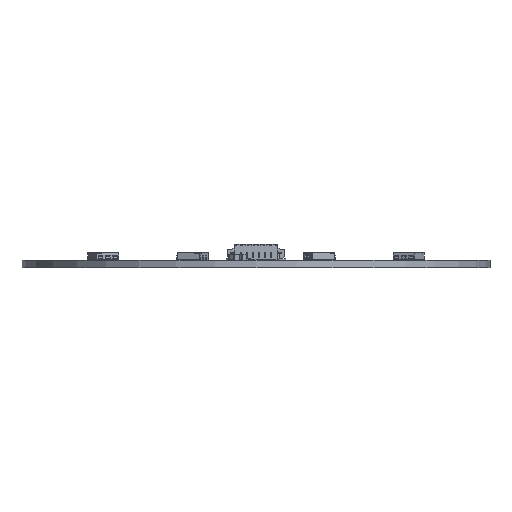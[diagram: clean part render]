
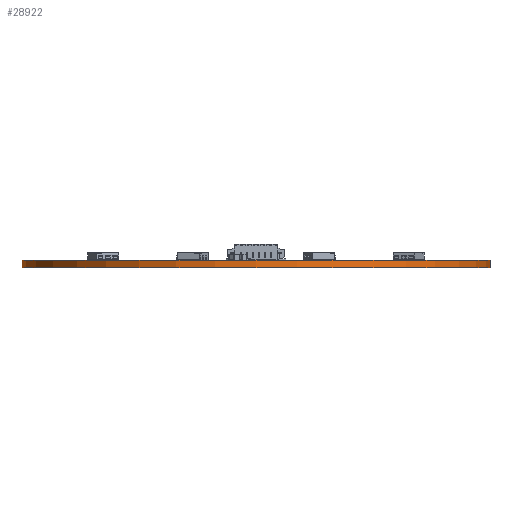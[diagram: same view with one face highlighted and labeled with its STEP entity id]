
A CAD part, front view. The second image highlights one B-rep face of the part: STEP entity #28922.
In plain terms, the highlighted cylindrical face has radius 49.5 mm (diameter 99 mm), a full revolution.
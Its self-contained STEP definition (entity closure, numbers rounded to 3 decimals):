
#28922 = ADVANCED_FACE('',(#28923),#28937,.T.);
#28923 = FACE_BOUND('',#28924,.F.);
#28924 = EDGE_LOOP('',(#28925,#28955,#28982,#28983));
#28925 = ORIENTED_EDGE('',*,*,#28926,.T.);
#28926 = EDGE_CURVE('',#28927,#28929,#28931,.T.);
#28927 = VERTEX_POINT('',#28928);
#28928 = CARTESIAN_POINT('',(49.5,0.,0.));
#28929 = VERTEX_POINT('',#28930);
#28930 = CARTESIAN_POINT('',(49.5,0.,1.6));
#28931 = SEAM_CURVE('',#28932,(#28936,#28948),.PCURVE_S1.);
#28932 = LINE('',#28933,#28934);
#28933 = CARTESIAN_POINT('',(49.5,0.,0.));
#28934 = VECTOR('',#28935,1.);
#28935 = DIRECTION('',(0.,0.,1.));
#28936 = PCURVE('',#28937,#28942);
#28937 = CYLINDRICAL_SURFACE('',#28938,49.5);
#28938 = AXIS2_PLACEMENT_3D('',#28939,#28940,#28941);
#28939 = CARTESIAN_POINT('',(0.,-0.,0.));
#28940 = DIRECTION('',(-0.,-0.,-1.));
#28941 = DIRECTION('',(1.,0.,-0.));
#28942 = DEFINITIONAL_REPRESENTATION('',(#28943),#28947);
#28943 = LINE('',#28944,#28945);
#28944 = CARTESIAN_POINT('',(-0.,0.));
#28945 = VECTOR('',#28946,1.);
#28946 = DIRECTION('',(-0.,-1.));
#28947 = ( GEOMETRIC_REPRESENTATION_CONTEXT(2) 
PARAMETRIC_REPRESENTATION_CONTEXT() REPRESENTATION_CONTEXT('2D SPACE',''
  ) );
#28948 = PCURVE('',#28937,#28949);
#28949 = DEFINITIONAL_REPRESENTATION('',(#28950),#28954);
#28950 = LINE('',#28951,#28952);
#28951 = CARTESIAN_POINT('',(-6.283,0.));
#28952 = VECTOR('',#28953,1.);
#28953 = DIRECTION('',(-0.,-1.));
#28954 = ( GEOMETRIC_REPRESENTATION_CONTEXT(2) 
PARAMETRIC_REPRESENTATION_CONTEXT() REPRESENTATION_CONTEXT('2D SPACE',''
  ) );
#28955 = ORIENTED_EDGE('',*,*,#28956,.T.);
#28956 = EDGE_CURVE('',#28929,#28929,#28957,.T.);
#28957 = SURFACE_CURVE('',#28958,(#28963,#28970),.PCURVE_S1.);
#28958 = CIRCLE('',#28959,49.5);
#28959 = AXIS2_PLACEMENT_3D('',#28960,#28961,#28962);
#28960 = CARTESIAN_POINT('',(0.,0.,1.6));
#28961 = DIRECTION('',(0.,0.,1.));
#28962 = DIRECTION('',(1.,0.,-0.));
#28963 = PCURVE('',#28937,#28964);
#28964 = DEFINITIONAL_REPRESENTATION('',(#28965),#28969);
#28965 = LINE('',#28966,#28967);
#28966 = CARTESIAN_POINT('',(-0.,-1.6));
#28967 = VECTOR('',#28968,1.);
#28968 = DIRECTION('',(-1.,0.));
#28969 = ( GEOMETRIC_REPRESENTATION_CONTEXT(2) 
PARAMETRIC_REPRESENTATION_CONTEXT() REPRESENTATION_CONTEXT('2D SPACE',''
  ) );
#28970 = PCURVE('',#28971,#28976);
#28971 = PLANE('',#28972);
#28972 = AXIS2_PLACEMENT_3D('',#28973,#28974,#28975);
#28973 = CARTESIAN_POINT('',(0.,0.,1.6)
  );
#28974 = DIRECTION('',(0.,0.,1.));
#28975 = DIRECTION('',(1.,0.,-0.));
#28976 = DEFINITIONAL_REPRESENTATION('',(#28977),#28981);
#28977 = CIRCLE('',#28978,49.5);
#28978 = AXIS2_PLACEMENT_2D('',#28979,#28980);
#28979 = CARTESIAN_POINT('',(0.,0.));
#28980 = DIRECTION('',(1.,0.));
#28981 = ( GEOMETRIC_REPRESENTATION_CONTEXT(2) 
PARAMETRIC_REPRESENTATION_CONTEXT() REPRESENTATION_CONTEXT('2D SPACE',''
  ) );
#28982 = ORIENTED_EDGE('',*,*,#28926,.F.);
#28983 = ORIENTED_EDGE('',*,*,#28984,.F.);
#28984 = EDGE_CURVE('',#28927,#28927,#28985,.T.);
#28985 = SURFACE_CURVE('',#28986,(#28991,#28998),.PCURVE_S1.);
#28986 = CIRCLE('',#28987,49.5);
#28987 = AXIS2_PLACEMENT_3D('',#28988,#28989,#28990);
#28988 = CARTESIAN_POINT('',(0.,-0.,0.));
#28989 = DIRECTION('',(0.,0.,1.));
#28990 = DIRECTION('',(1.,0.,-0.));
#28991 = PCURVE('',#28937,#28992);
#28992 = DEFINITIONAL_REPRESENTATION('',(#28993),#28997);
#28993 = LINE('',#28994,#28995);
#28994 = CARTESIAN_POINT('',(-0.,0.));
#28995 = VECTOR('',#28996,1.);
#28996 = DIRECTION('',(-1.,0.));
#28997 = ( GEOMETRIC_REPRESENTATION_CONTEXT(2) 
PARAMETRIC_REPRESENTATION_CONTEXT() REPRESENTATION_CONTEXT('2D SPACE',''
  ) );
#28998 = PCURVE('',#28999,#29004);
#28999 = PLANE('',#29000);
#29000 = AXIS2_PLACEMENT_3D('',#29001,#29002,#29003);
#29001 = CARTESIAN_POINT('',(0.,0.,0.)
  );
#29002 = DIRECTION('',(0.,0.,1.));
#29003 = DIRECTION('',(1.,0.,-0.));
#29004 = DEFINITIONAL_REPRESENTATION('',(#29005),#29009);
#29005 = CIRCLE('',#29006,49.5);
#29006 = AXIS2_PLACEMENT_2D('',#29007,#29008);
#29007 = CARTESIAN_POINT('',(0.,0.));
#29008 = DIRECTION('',(1.,0.));
#29009 = ( GEOMETRIC_REPRESENTATION_CONTEXT(2) 
PARAMETRIC_REPRESENTATION_CONTEXT() REPRESENTATION_CONTEXT('2D SPACE',''
  ) );
